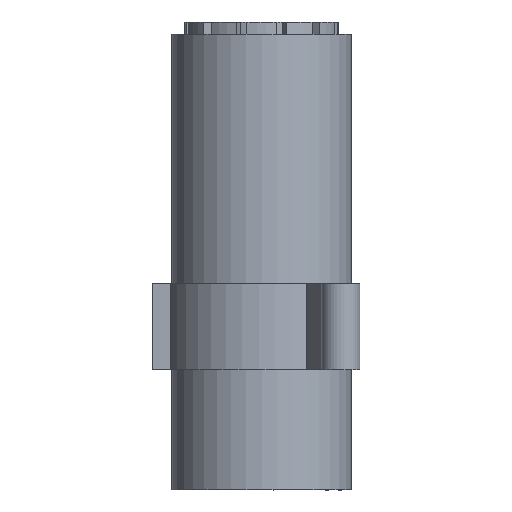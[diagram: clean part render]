
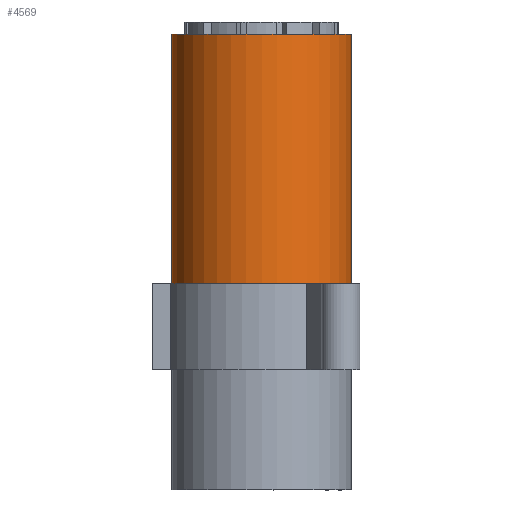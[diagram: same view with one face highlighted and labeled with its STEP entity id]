
A CAD part, left-side view. The second image highlights one B-rep face of the part: STEP entity #4569.
In plain terms, the highlighted cylindrical face has radius 146 mm (diameter 292 mm), a partial arc.
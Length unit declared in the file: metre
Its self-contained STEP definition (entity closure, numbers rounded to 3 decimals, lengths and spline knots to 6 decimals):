
#71 = EDGE_CURVE ( 'NONE', #1998, #4574, #431, .T. ) ;
#93 = DIRECTION ( 'NONE',  ( 0., -1., 0. ) ) ;
#116 = LINE ( 'NONE', #2761, #3325 ) ;
#129 = DIRECTION ( 'NONE',  ( 0., 0., 1. ) ) ;
#431 = LINE ( 'NONE', #2689, #4316 ) ;
#481 = EDGE_CURVE ( 'NONE', #5207, #1998, #4661, .T. ) ;
#490 = CYLINDRICAL_SURFACE ( 'NONE', #3128, 0.146 ) ;
#549 = CARTESIAN_POINT ( 'NONE',  ( 0., -0.146, -0.86 ) ) ;
#590 = DIRECTION ( 'NONE',  ( 0., 0., -1. ) ) ;
#1408 = AXIS2_PLACEMENT_3D ( 'NONE', #2221, #590, #3417 ) ;
#1575 = EDGE_CURVE ( 'NONE', #5207, #3879, #116, .T. ) ;
#1703 = CARTESIAN_POINT ( 'NONE',  ( 0., 0., -0.455 ) ) ;
#1741 = CARTESIAN_POINT ( 'NONE',  ( 0., 0.146, -0.455 ) ) ;
#1857 = CIRCLE ( 'NONE', #1939, 0.146 ) ;
#1939 = AXIS2_PLACEMENT_3D ( 'NONE', #1703, #3733, #93 ) ;
#1998 = VERTEX_POINT ( 'NONE', #4242 ) ;
#2221 = CARTESIAN_POINT ( 'NONE',  ( 0., 0., -0.86 ) ) ;
#2297 = EDGE_CURVE ( 'NONE', #4574, #3879, #1857, .T. ) ;
#2689 = CARTESIAN_POINT ( 'NONE',  ( 0., 0.146, -0.86 ) ) ;
#2761 = CARTESIAN_POINT ( 'NONE',  ( 0., -0.146, -0.86 ) ) ;
#2799 = ORIENTED_EDGE ( 'NONE', *, *, #481, .F. ) ;
#2989 = DIRECTION ( 'NONE',  ( 0., -1., 0. ) ) ;
#3128 = AXIS2_PLACEMENT_3D ( 'NONE', #4533, #129, #2989 ) ;
#3325 = VECTOR ( 'NONE', #3662, 1. ) ;
#3379 = CARTESIAN_POINT ( 'NONE',  ( 0., -0.146, -0.455 ) ) ;
#3417 = DIRECTION ( 'NONE',  ( 0., -1., 0. ) ) ;
#3533 = EDGE_LOOP ( 'NONE', ( #4402, #2799, #4599, #3923 ) ) ;
#3662 = DIRECTION ( 'NONE',  ( 0., 0., 1. ) ) ;
#3733 = DIRECTION ( 'NONE',  ( 0., 0., 1. ) ) ;
#3879 = VERTEX_POINT ( 'NONE', #3379 ) ;
#3923 = ORIENTED_EDGE ( 'NONE', *, *, #2297, .F. ) ;
#4200 = FACE_OUTER_BOUND ( 'NONE', #3533, .T. ) ;
#4242 = CARTESIAN_POINT ( 'NONE',  ( 0., 0.146, -0.86 ) ) ;
#4316 = VECTOR ( 'NONE', #4340, 1. ) ;
#4340 = DIRECTION ( 'NONE',  ( 0., 0., 1. ) ) ;
#4402 = ORIENTED_EDGE ( 'NONE', *, *, #71, .F. ) ;
#4533 = CARTESIAN_POINT ( 'NONE',  ( 0., 0., -0.86 ) ) ;
#4569 = ADVANCED_FACE ( 'NONE', ( #4200 ), #490, .T. ) ;
#4574 = VERTEX_POINT ( 'NONE', #1741 ) ;
#4599 = ORIENTED_EDGE ( 'NONE', *, *, #1575, .T. ) ;
#4661 = CIRCLE ( 'NONE', #1408, 0.146 ) ;
#5207 = VERTEX_POINT ( 'NONE', #549 ) ;
